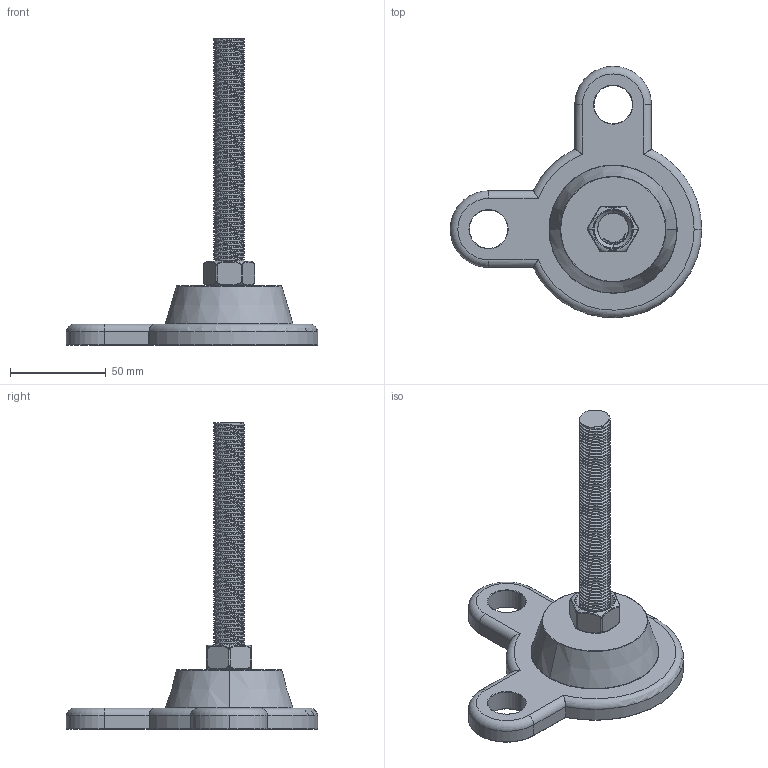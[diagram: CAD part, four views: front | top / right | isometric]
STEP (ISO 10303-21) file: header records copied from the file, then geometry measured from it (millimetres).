
FILE_DESCRIPTION (( 'STEP AP203' ), '1' );
FILE_NAME ('TX-108-16-130.STEP', '2016-08-24T05:22:27', ( '' ), ( '' ), 'SwSTEP 2.0', 'SolidWorks 2010', '' );
FILE_SCHEMA (( 'CONFIG_CONTROL_DESIGN' ));
Length unit declared in the file: millimetre
Products named in the file (4): TX-108-16-130; 底盤; 螺牙; 固定螺母
Assembly tree (3 placements, depth 2):
  TX-108-16-130
    螺牙
    固定螺母
    底盤
Bounding box: 131.25 x 131.18 x 160 mm (x, y, z)
Volume: 156797 mm3; surface area: 42742.5 mm2
Topology: 3 solids, 3 shells, 334 faces, 852 edges, 523 vertices
Faces by surface type: cylinder 191, torus 59, bspline 43, plane 27, cone 8, sphere 6
Entity records: 28968 total; most frequent: CARTESIAN_POINT 21493, ORIENTED_EDGE 1696, DIRECTION 1307, EDGE_CURVE 848, AXIS2_PLACEMENT_3D 532, VERTEX_POINT 523, EDGE_LOOP 345, FACE_OUTER_BOUND 334
